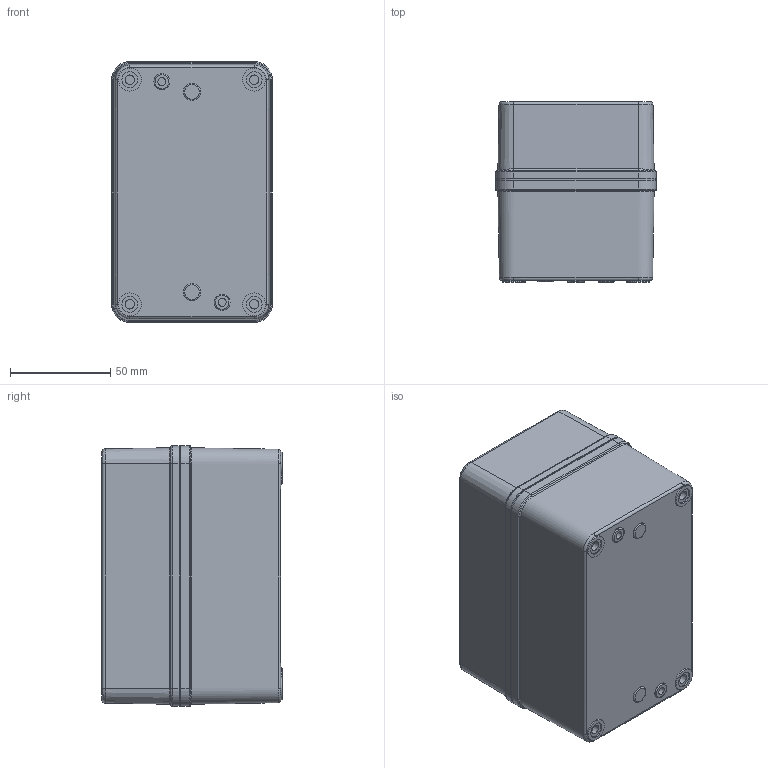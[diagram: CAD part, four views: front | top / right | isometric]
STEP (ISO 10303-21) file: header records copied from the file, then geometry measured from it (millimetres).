
FILE_DESCRIPTION (( 'STEP AP214' ), '1' );
FILE_NAME ('COPC2PB22.STEP', '2018-11-09T20:51:41', ( '' ), ( '' ), 'SwSTEP 2.0', 'SolidWorks 2018', '' );
FILE_SCHEMA (( 'AUTOMOTIVE_DESIGN' ));
Length unit declared in the file: inch
Products named in the file (1): COPC2PB22
Bounding box: 80.14 x 89.91 x 130.14 mm (x, y, z)
Volume: 216993 mm3; surface area: 126872.1 mm2
Topology: 7 solids, 7 shells, 1113 faces, 2797 edges, 1729 vertices
Faces by surface type: cylinder 469, bspline 277, plane 263, torus 76, cone 28
Full cylindrical faces by diameter (mm): 2.54 x12, 4 x1, 4.001 x1, 4.762 x2, 4.763 x2, 7 x4, 7.938 x4, 8.001 x2, 8.447 x2, 8.515 x2, 10.998 x4, 11.43 x4, 11.684 x4, 12.573 x3
Entity records: 71765 total; most frequent: CARTESIAN_POINT 32821, ORIENTED_EDGE 5388, DIRECTION 4494, EDGE_CURVE 2694, VERTEX_POINT 1704, AXIS2_PLACEMENT_3D 1689, EDGE_LOOP 1248, FACE_OUTER_BOUND 1183
